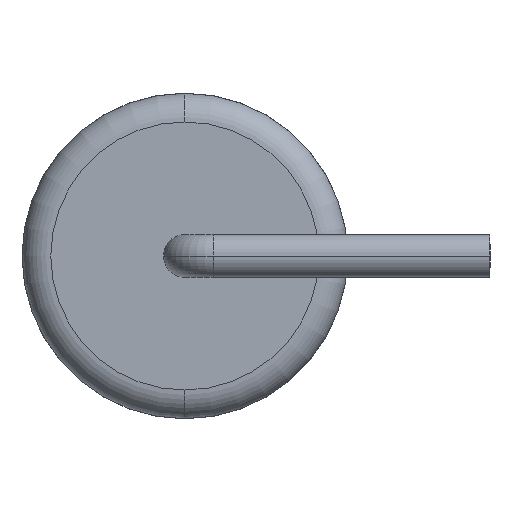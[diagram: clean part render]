
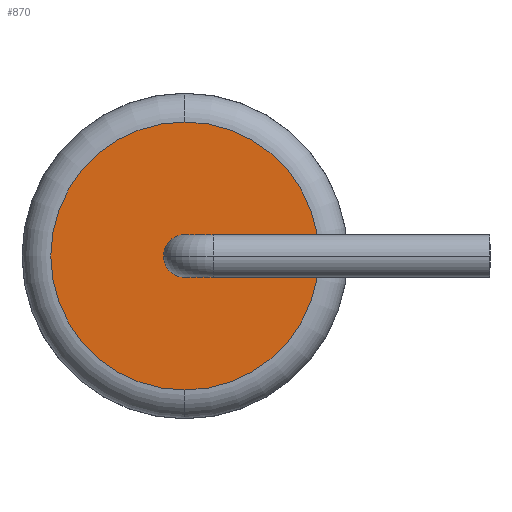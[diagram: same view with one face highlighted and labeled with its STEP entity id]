
A CAD part, left-side view. The second image highlights one B-rep face of the part: STEP entity #870.
In plain terms, the highlighted planar face has unit normal (-1, 0, 0).
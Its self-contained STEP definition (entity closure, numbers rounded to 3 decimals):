
#10 = CARTESIAN_POINT ( 'NONE',  ( -7.15, 3.447, -0.375 ) ) ;
#15 = CARTESIAN_POINT ( 'NONE',  ( -7.15, 3.724, -0.099 ) ) ;
#38 = DIRECTION ( 'NONE',  ( 0., 0., 1. ) ) ;
#99 = CARTESIAN_POINT ( 'NONE',  ( -7.15, 3.446, 0.375 ) ) ;
#108 = CARTESIAN_POINT ( 'NONE',  ( -7.15, 3.724, 0. ) ) ;
#127 = CARTESIAN_POINT ( 'NONE',  ( -7.15, 3.35, 0. ) ) ;
#189 = CARTESIAN_POINT ( 'NONE',  ( -7.15, 2.971, -0.098 ) ) ;
#199 = VERTEX_POINT ( 'NONE', #433 ) ;
#242 = AXIS2_PLACEMENT_3D ( 'NONE', #127, #536, #677 ) ;
#256 = CARTESIAN_POINT ( 'NONE',  ( -7.15, 3.25, -0.375 ) ) ;
#260 = CARTESIAN_POINT ( 'NONE',  ( -7.15, 3.153, -0.335 ) ) ;
#261 = CARTESIAN_POINT ( 'NONE',  ( -7.15, 3.35, 0. ) ) ;
#263 = EDGE_CURVE ( 'NONE', #743, #552, #348, .T. ) ;
#271 = ORIENTED_EDGE ( 'NONE', *, *, #263, .F. ) ;
#275 = EDGE_CURVE ( 'NONE', #564, #199, #568, .T. ) ;
#292 = ORIENTED_EDGE ( 'NONE', *, *, #391, .F. ) ;
#301 = PLANE ( 'NONE',  #242 ) ;
#339 = CARTESIAN_POINT ( 'NONE',  ( -7.15, 3.545, -0.334 ) ) ;
#348 = B_SPLINE_CURVE_WITH_KNOTS ( 'NONE', 3,
 ( #824, #364, #979, #516, #508, #99, #896, #989, #430, #108 ),
 .UNSPECIFIED., .F., .F.,
 ( 4, 2, 2, 2, 4 ),
 ( 0., 0.001, 0.001, 0.001, 0.001 ),
 .UNSPECIFIED. ) ;
#353 = ORIENTED_EDGE ( 'NONE', *, *, #699, .T. ) ;
#359 = CARTESIAN_POINT ( 'NONE',  ( -7.15, 2.971, 0. ) ) ;
#364 = CARTESIAN_POINT ( 'NONE',  ( -7.15, 2.971, 0.098 ) ) ;
#372 = DIRECTION ( 'NONE',  ( 0., 0., 1. ) ) ;
#391 = EDGE_CURVE ( 'NONE', #552, #743, #434, .T. ) ;
#430 = CARTESIAN_POINT ( 'NONE',  ( -7.15, 3.724, 0.099 ) ) ;
#433 = CARTESIAN_POINT ( 'NONE',  ( -7.15, 3.35, 2.35 ) ) ;
#434 = B_SPLINE_CURVE_WITH_KNOTS ( 'NONE', 3,
 ( #726, #15, #512, #339, #10, #256, #260, #810, #189, #359 ),
 .UNSPECIFIED., .F., .F.,
 ( 4, 2, 2, 2, 4 ),
 ( 0.001, 0.002, 0.002, 0.002, 0.003 ),
 .UNSPECIFIED. ) ;
#441 = DIRECTION ( 'NONE',  ( -1., 0., 0. ) ) ;
#442 = CARTESIAN_POINT ( 'NONE',  ( -7.15, 3.35, 0. ) ) ;
#455 = FACE_OUTER_BOUND ( 'NONE', #960, .T. ) ;
#508 = CARTESIAN_POINT ( 'NONE',  ( -7.15, 3.251, 0.375 ) ) ;
#511 = CIRCLE ( 'NONE', #983, 2.35 ) ;
#512 = CARTESIAN_POINT ( 'NONE',  ( -7.15, 3.684, -0.196 ) ) ;
#516 = CARTESIAN_POINT ( 'NONE',  ( -7.15, 3.153, 0.334 ) ) ;
#530 = DIRECTION ( 'NONE',  ( -1., 0., 0. ) ) ;
#536 = DIRECTION ( 'NONE',  ( 1., 0., 0. ) ) ;
#552 = VERTEX_POINT ( 'NONE', #700 ) ;
#564 = VERTEX_POINT ( 'NONE', #792 ) ;
#568 = CIRCLE ( 'NONE', #1017, 2.35 ) ;
#614 = FACE_BOUND ( 'NONE', #929, .T. ) ;
#669 = CARTESIAN_POINT ( 'NONE',  ( -7.15, 2.971, 0. ) ) ;
#677 = DIRECTION ( 'NONE',  ( 0., 0., -1. ) ) ;
#699 = EDGE_CURVE ( 'NONE', #199, #564, #511, .T. ) ;
#700 = CARTESIAN_POINT ( 'NONE',  ( -7.15, 3.724, 0. ) ) ;
#726 = CARTESIAN_POINT ( 'NONE',  ( -7.15, 3.724, 0. ) ) ;
#743 = VERTEX_POINT ( 'NONE', #669 ) ;
#792 = CARTESIAN_POINT ( 'NONE',  ( -7.15, 3.35, -2.35 ) ) ;
#810 = CARTESIAN_POINT ( 'NONE',  ( -7.15, 3.013, -0.195 ) ) ;
#824 = CARTESIAN_POINT ( 'NONE',  ( -7.15, 2.971, 0. ) ) ;
#870 = ADVANCED_FACE ( 'NONE', ( #455, #614 ), #301, .F. ) ;
#896 = CARTESIAN_POINT ( 'NONE',  ( -7.15, 3.544, 0.335 ) ) ;
#929 = EDGE_LOOP ( 'NONE', ( #271, #292 ) ) ;
#960 = EDGE_LOOP ( 'NONE', ( #353, #1036 ) ) ;
#979 = CARTESIAN_POINT ( 'NONE',  ( -7.15, 3.013, 0.196 ) ) ;
#983 = AXIS2_PLACEMENT_3D ( 'NONE', #261, #530, #372 ) ;
#989 = CARTESIAN_POINT ( 'NONE',  ( -7.15, 3.684, 0.196 ) ) ;
#1017 = AXIS2_PLACEMENT_3D ( 'NONE', #442, #441, #38 ) ;
#1036 = ORIENTED_EDGE ( 'NONE', *, *, #275, .T. ) ;
